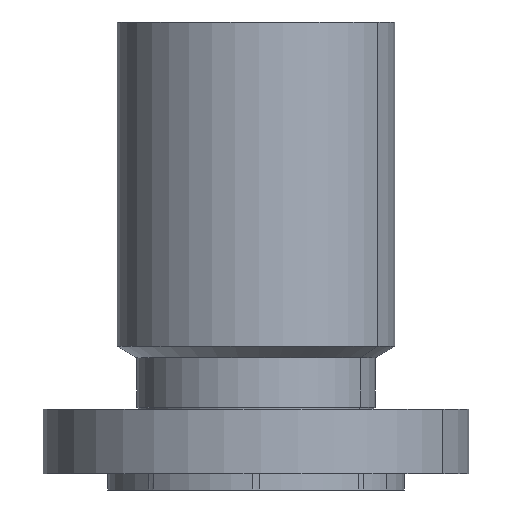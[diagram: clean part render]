
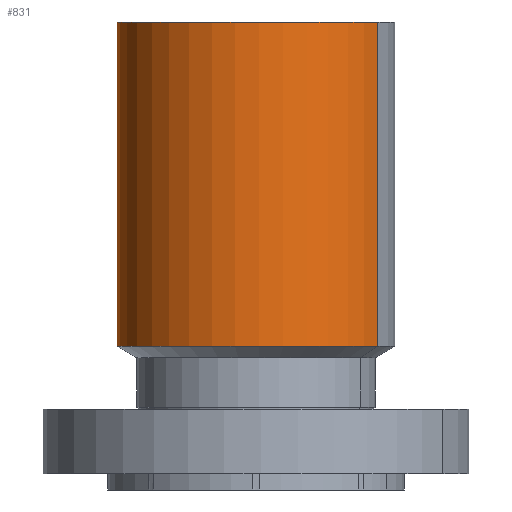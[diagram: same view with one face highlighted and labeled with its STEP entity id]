
A CAD part, left-side view. The second image highlights one B-rep face of the part: STEP entity #831.
In plain terms, the highlighted cylindrical face has radius 68.326 mm (diameter 136.652 mm), a partial arc.
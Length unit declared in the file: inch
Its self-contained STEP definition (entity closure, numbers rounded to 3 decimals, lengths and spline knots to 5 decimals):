
#779=AXIS2_PLACEMENT_3D('Circle Axis2P3D',#777,#778,$) ;
#792=AXIS2_PLACEMENT_3D('Cylinder Axis2P3D',#789,#790,#791) ;
#822=AXIS2_PLACEMENT_3D('Circle Axis2P3D',#820,#821,$) ;
#755=CARTESIAN_POINT('Vertex',(1.28965,2.3607,2.46939)) ;
#762=CARTESIAN_POINT('Vertex',(-1.28965,-2.3607,2.46939)) ;
#777=CARTESIAN_POINT('Axis2P3D Location',(0.,0.,2.46939)) ;
#789=CARTESIAN_POINT('Axis2P3D Location',(0.,0.,4.2185)) ;
#794=CARTESIAN_POINT('Line Origine',(1.28965,2.3607,5.6097)) ;
#798=CARTESIAN_POINT('Vertex',(1.28965,2.3607,8.75)) ;
#805=CARTESIAN_POINT('Vertex',(-1.28965,-2.3607,8.75)) ;
#808=CARTESIAN_POINT('Line Origine',(-1.28965,-2.3607,5.6097)) ;
#820=CARTESIAN_POINT('Axis2P3D Location',(0.,0.,8.75)) ;
#778=DIRECTION('Axis2P3D Direction',(-0.,0.,0.039)) ;
#790=DIRECTION('Axis2P3D Direction',(0.,0.,-0.039)) ;
#791=DIRECTION('Axis2P3D XDirection',(-0.019,-0.035,0.)) ;
#795=DIRECTION('Vector Direction',(0.,0.,-0.039)) ;
#809=DIRECTION('Vector Direction',(0.,0.,-0.039)) ;
#821=DIRECTION('Axis2P3D Direction',(0.,0.,-0.039)) ;
#796=VECTOR('Line Direction',#795,0.03937) ;
#810=VECTOR('Line Direction',#809,0.03937) ;
#826=ORIENTED_EDGE('',*,*,#781,.F.) ;
#827=ORIENTED_EDGE('',*,*,#812,.T.) ;
#828=ORIENTED_EDGE('',*,*,#824,.T.) ;
#829=ORIENTED_EDGE('',*,*,#800,.F.) ;
#831=ADVANCED_FACE('PartBody',(#830),#793,.T.) ;
#780=CIRCLE('generated circle',#779,2.69) ;
#823=CIRCLE('generated circle',#822,2.69) ;
#793=CYLINDRICAL_SURFACE('generated cylinder',#792,2.69) ;
#781=EDGE_CURVE('',#763,#756,#780,.F.) ;
#800=EDGE_CURVE('',#756,#799,#797,.F.) ;
#812=EDGE_CURVE('',#763,#806,#811,.F.) ;
#824=EDGE_CURVE('',#806,#799,#823,.T.) ;
#825=EDGE_LOOP('',(#826,#827,#828,#829)) ;
#830=FACE_OUTER_BOUND('',#825,.T.) ;
#797=LINE('Line',#794,#796) ;
#811=LINE('Line',#808,#810) ;
#756=VERTEX_POINT('',#755) ;
#763=VERTEX_POINT('',#762) ;
#799=VERTEX_POINT('',#798) ;
#806=VERTEX_POINT('',#805) ;
